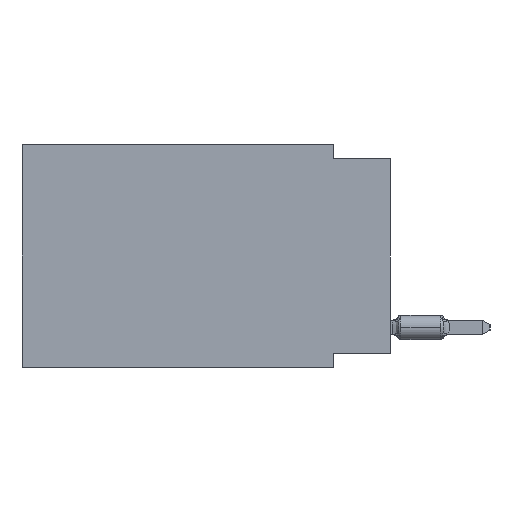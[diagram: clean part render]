
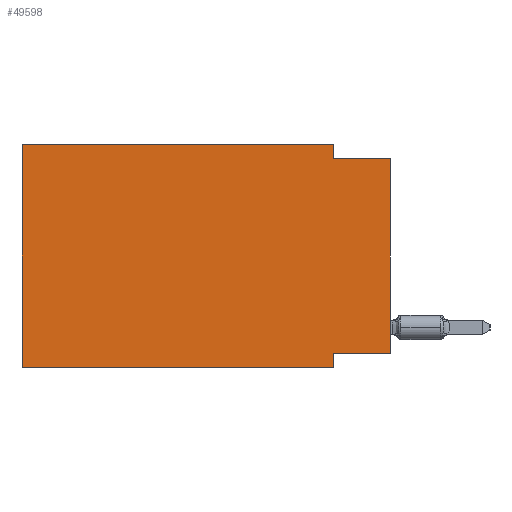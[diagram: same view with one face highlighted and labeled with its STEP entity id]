
A CAD part, left-side view. The second image highlights one B-rep face of the part: STEP entity #49598.
In plain terms, the highlighted planar face has unit normal (-1, 0, 0).
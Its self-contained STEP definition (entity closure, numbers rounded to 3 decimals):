
#403 = CARTESIAN_POINT ( 'NONE',  ( 0., 2.54, -9.271 ) ) ;
#3895 = ORIENTED_EDGE ( 'NONE', *, *, #61854, .F. ) ;
#4830 = EDGE_CURVE ( 'NONE', #38845, #15361, #59670, .T. ) ;
#5111 = CARTESIAN_POINT ( 'NONE',  ( 0., 2.54, -0.635 ) ) ;
#5630 = VERTEX_POINT ( 'NONE', #41176 ) ;
#7361 = CARTESIAN_POINT ( 'NONE',  ( 0., 16.383, -9.906 ) ) ;
#7679 = EDGE_CURVE ( 'NONE', #51622, #49271, #39916, .T. ) ;
#8609 = VECTOR ( 'NONE', #21759, 1000. ) ;
#10900 = CARTESIAN_POINT ( 'NONE',  ( 0., 2.54, 0. ) ) ;
#13549 = EDGE_CURVE ( 'NONE', #49271, #20018, #29362, .T. ) ;
#13591 = LINE ( 'NONE', #55680, #8609 ) ;
#15361 = VERTEX_POINT ( 'NONE', #60880 ) ;
#15369 = ORIENTED_EDGE ( 'NONE', *, *, #60465, .F. ) ;
#18331 = DIRECTION ( 'NONE',  ( 0., 0., -1. ) ) ;
#18368 = ORIENTED_EDGE ( 'NONE', *, *, #13549, .F. ) ;
#18606 = VECTOR ( 'NONE', #43784, 1000. ) ;
#20018 = VERTEX_POINT ( 'NONE', #10900 ) ;
#20207 = DIRECTION ( 'NONE',  ( 0., -1., 0. ) ) ;
#20554 = CARTESIAN_POINT ( 'NONE',  ( 0., 16.383, 0. ) ) ;
#21759 = DIRECTION ( 'NONE',  ( 0., 0., -1. ) ) ;
#22901 = LINE ( 'NONE', #24904, #30416 ) ;
#24904 = CARTESIAN_POINT ( 'NONE',  ( 0., 0., 0. ) ) ;
#25631 = AXIS2_PLACEMENT_3D ( 'NONE', #61348, #28657, #18331 ) ;
#26057 = DIRECTION ( 'NONE',  ( 0., -1., 0. ) ) ;
#26178 = VERTEX_POINT ( 'NONE', #403 ) ;
#28145 = VERTEX_POINT ( 'NONE', #41977 ) ;
#28657 = DIRECTION ( 'NONE',  ( 1., 0., 0. ) ) ;
#29362 = LINE ( 'NONE', #47867, #18606 ) ;
#29618 = CARTESIAN_POINT ( 'NONE',  ( 0., 16.383, -9.906 ) ) ;
#30165 = CARTESIAN_POINT ( 'NONE',  ( 0., 0., -0.635 ) ) ;
#30416 = VECTOR ( 'NONE', #49665, 1000. ) ;
#30703 = EDGE_CURVE ( 'NONE', #51622, #28145, #37161, .T. ) ;
#32301 = VECTOR ( 'NONE', #48432, 1000. ) ;
#35488 = VECTOR ( 'NONE', #46773, 1000. ) ;
#35614 = EDGE_CURVE ( 'NONE', #5630, #15361, #22901, .T. ) ;
#36837 = VECTOR ( 'NONE', #60960, 1000. ) ;
#37161 = LINE ( 'NONE', #29618, #53086 ) ;
#38752 = EDGE_LOOP ( 'NONE', ( #43359, #53505, #3895, #18368, #52273, #58934, #55706, #15369 ) ) ;
#38845 = VERTEX_POINT ( 'NONE', #5111 ) ;
#39009 = CARTESIAN_POINT ( 'NONE',  ( 0., 16.383, 0. ) ) ;
#39916 = LINE ( 'NONE', #39009, #32301 ) ;
#41176 = CARTESIAN_POINT ( 'NONE',  ( 0., 0., -9.271 ) ) ;
#41977 = CARTESIAN_POINT ( 'NONE',  ( 0., 2.54, -9.906 ) ) ;
#42391 = EDGE_CURVE ( 'NONE', #26178, #28145, #50897, .T. ) ;
#43359 = ORIENTED_EDGE ( 'NONE', *, *, #35614, .T. ) ;
#43784 = DIRECTION ( 'NONE',  ( 0., -1., 0. ) ) ;
#46773 = DIRECTION ( 'NONE',  ( 0., 1., 0. ) ) ;
#47703 = CARTESIAN_POINT ( 'NONE',  ( 0., 0., -9.271 ) ) ;
#47867 = CARTESIAN_POINT ( 'NONE',  ( 0., 16.383, 0. ) ) ;
#48432 = DIRECTION ( 'NONE',  ( 0., 0., 1. ) ) ;
#49271 = VERTEX_POINT ( 'NONE', #20554 ) ;
#49598 = ADVANCED_FACE ( 'NONE', ( #61957 ), #57232, .F. ) ;
#49665 = DIRECTION ( 'NONE',  ( 0., 0., 1. ) ) ;
#50897 = LINE ( 'NONE', #51517, #36837 ) ;
#51517 = CARTESIAN_POINT ( 'NONE',  ( 0., 2.54, -9.906 ) ) ;
#51622 = VERTEX_POINT ( 'NONE', #7361 ) ;
#52273 = ORIENTED_EDGE ( 'NONE', *, *, #7679, .F. ) ;
#53086 = VECTOR ( 'NONE', #20207, 1000. ) ;
#53505 = ORIENTED_EDGE ( 'NONE', *, *, #4830, .F. ) ;
#55680 = CARTESIAN_POINT ( 'NONE',  ( 0., 2.54, 0. ) ) ;
#55706 = ORIENTED_EDGE ( 'NONE', *, *, #42391, .F. ) ;
#57140 = LINE ( 'NONE', #47703, #35488 ) ;
#57232 = PLANE ( 'NONE',  #25631 ) ;
#58934 = ORIENTED_EDGE ( 'NONE', *, *, #30703, .T. ) ;
#59236 = VECTOR ( 'NONE', #26057, 1000. ) ;
#59670 = LINE ( 'NONE', #30165, #59236 ) ;
#60465 = EDGE_CURVE ( 'NONE', #5630, #26178, #57140, .T. ) ;
#60880 = CARTESIAN_POINT ( 'NONE',  ( 0., 0., -0.635 ) ) ;
#60960 = DIRECTION ( 'NONE',  ( 0., 0., -1. ) ) ;
#61348 = CARTESIAN_POINT ( 'NONE',  ( 0., 16.383, 0. ) ) ;
#61854 = EDGE_CURVE ( 'NONE', #20018, #38845, #13591, .T. ) ;
#61957 = FACE_OUTER_BOUND ( 'NONE', #38752, .T. ) ;
